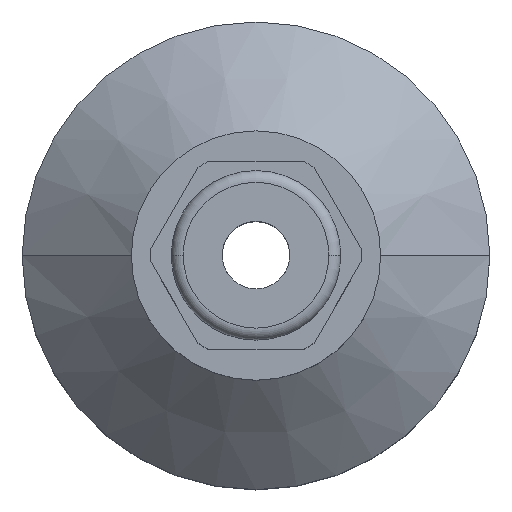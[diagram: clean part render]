
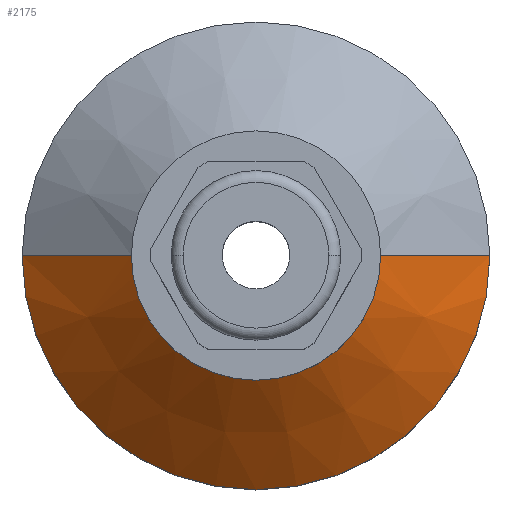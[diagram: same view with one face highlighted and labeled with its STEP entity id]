
A CAD part, top view. The second image highlights one B-rep face of the part: STEP entity #2175.
In plain terms, the highlighted conical face has half-angle 49.222 degrees and reference radius 11.25 mm.
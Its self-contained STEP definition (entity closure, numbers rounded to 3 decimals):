
#10 = CARTESIAN_POINT ( 'NONE',  ( -11.25, 0., -7.955 ) ) ;
#14 = CONICAL_SURFACE ( 'NONE', #2870, 11.25, 0.859 ) ;
#75 = ORIENTED_EDGE ( 'NONE', *, *, #2809, .T. ) ;
#221 = CARTESIAN_POINT ( 'NONE',  ( 0., 0., -7.955 ) ) ;
#531 = VERTEX_POINT ( 'NONE', #1024 ) ;
#621 = DIRECTION ( 'NONE',  ( -0.757, 0., -0.653 ) ) ;
#700 = CARTESIAN_POINT ( 'NONE',  ( -21.1, 0., -16.451 ) ) ;
#791 = ORIENTED_EDGE ( 'NONE', *, *, #1427, .F. ) ;
#792 = LINE ( 'NONE', #1913, #2924 ) ;
#933 = AXIS2_PLACEMENT_3D ( 'NONE', #3046, #2772, #3291 ) ;
#1005 = CARTESIAN_POINT ( 'NONE',  ( 0., 0., -7.955 ) ) ;
#1024 = CARTESIAN_POINT ( 'NONE',  ( -11.25, 0., -7.955 ) ) ;
#1297 = CIRCLE ( 'NONE', #933, 21.1 ) ;
#1334 = DIRECTION ( 'NONE',  ( 1., 0., 0. ) ) ;
#1415 = LINE ( 'NONE', #10, #2290 ) ;
#1427 = EDGE_CURVE ( 'NONE', #3351, #2189, #792, .T. ) ;
#1829 = AXIS2_PLACEMENT_3D ( 'NONE', #221, #2484, #1334 ) ;
#1913 = CARTESIAN_POINT ( 'NONE',  ( 11.25, 0., -7.955 ) ) ;
#2029 = VERTEX_POINT ( 'NONE', #700 ) ;
#2127 = DIRECTION ( 'NONE',  ( 0., 0., -1. ) ) ;
#2175 = ADVANCED_FACE ( 'NONE', ( #2337 ), #14, .T. ) ;
#2189 = VERTEX_POINT ( 'NONE', #3543 ) ;
#2290 = VECTOR ( 'NONE', #621, 1000. ) ;
#2337 = FACE_OUTER_BOUND ( 'NONE', #3201, .T. ) ;
#2383 = CARTESIAN_POINT ( 'NONE',  ( 11.25, 0., -7.955 ) ) ;
#2484 = DIRECTION ( 'NONE',  ( 0., 0., 1. ) ) ;
#2585 = CIRCLE ( 'NONE', #1829, 11.25 ) ;
#2670 = ORIENTED_EDGE ( 'NONE', *, *, #2706, .T. ) ;
#2706 = EDGE_CURVE ( 'NONE', #2029, #2189, #1297, .T. ) ;
#2772 = DIRECTION ( 'NONE',  ( 0., 0., 1. ) ) ;
#2809 = EDGE_CURVE ( 'NONE', #531, #2029, #1415, .T. ) ;
#2870 = AXIS2_PLACEMENT_3D ( 'NONE', #1005, #2127, #3249 ) ;
#2924 = VECTOR ( 'NONE', #3026, 1000. ) ;
#3026 = DIRECTION ( 'NONE',  ( 0.757, 0., -0.653 ) ) ;
#3046 = CARTESIAN_POINT ( 'NONE',  ( 0., 0., -16.451 ) ) ;
#3201 = EDGE_LOOP ( 'NONE', ( #791, #3622, #75, #2670 ) ) ;
#3249 = DIRECTION ( 'NONE',  ( -1., 0., 0. ) ) ;
#3291 = DIRECTION ( 'NONE',  ( 1., 0., 0. ) ) ;
#3351 = VERTEX_POINT ( 'NONE', #2383 ) ;
#3417 = EDGE_CURVE ( 'NONE', #531, #3351, #2585, .T. ) ;
#3543 = CARTESIAN_POINT ( 'NONE',  ( 21.1, 0., -16.451 ) ) ;
#3622 = ORIENTED_EDGE ( 'NONE', *, *, #3417, .F. ) ;
